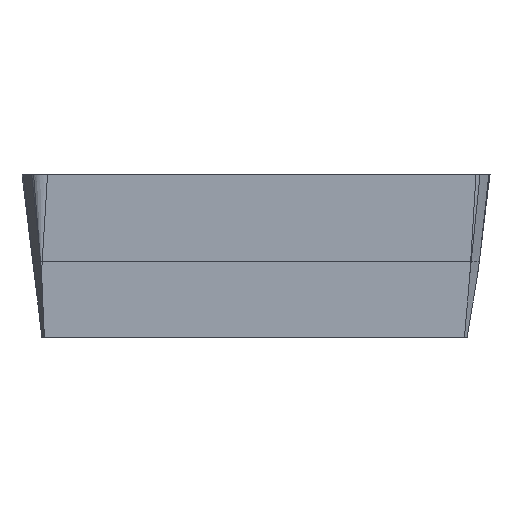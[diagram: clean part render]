
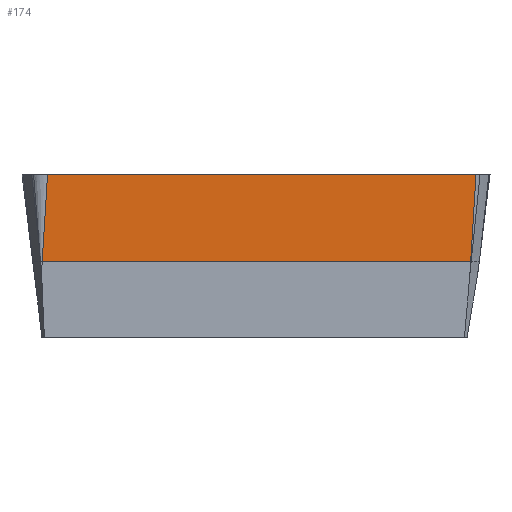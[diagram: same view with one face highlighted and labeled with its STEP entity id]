
A CAD part, front view. The second image highlights one B-rep face of the part: STEP entity #174.
In plain terms, the highlighted planar face has unit normal (0.496, -0.86, -0.122).
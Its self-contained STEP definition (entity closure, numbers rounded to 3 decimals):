
#39=PLANE('',#1048);
#96=LINE('',#2084,#132);
#97=LINE('',#2090,#133);
#98=LINE('',#2093,#134);
#99=LINE('',#2094,#135);
#132=VECTOR('',#1116,1.);
#133=VECTOR('',#1123,1.);
#134=VECTOR('',#1124,1.);
#135=VECTOR('',#1125,1.);
#174=ADVANCED_FACE('',(#275),#39,.T.);
#275=FACE_OUTER_BOUND('',#338,.T.);
#338=EDGE_LOOP('',(#436,#437,#438,#439));
#436=ORIENTED_EDGE('',*,*,#804,.F.);
#437=ORIENTED_EDGE('',*,*,#805,.T.);
#438=ORIENTED_EDGE('',*,*,#801,.T.);
#439=ORIENTED_EDGE('',*,*,#806,.T.);
#709=VERTEX_POINT('',#2085);
#710=VERTEX_POINT('',#2086);
#711=VERTEX_POINT('',#2091);
#712=VERTEX_POINT('',#2092);
#801=EDGE_CURVE('',#709,#710,#96,.T.);
#804=EDGE_CURVE('',#711,#712,#97,.T.);
#805=EDGE_CURVE('',#711,#709,#98,.T.);
#806=EDGE_CURVE('',#710,#712,#99,.T.);
#1048=AXIS2_PLACEMENT_3D('',#2095,#1126,#1127);
#1116=DIRECTION('',(-0.061,0.106,-0.993));
#1123=DIRECTION('',(-0.061,0.106,-0.993));
#1124=DIRECTION('',(-0.866,-0.5,0.));
#1125=DIRECTION('',(0.866,0.5,0.));
#1126=DIRECTION('',(0.496,-0.86,-0.122));
#1127=DIRECTION('',(0.866,0.5,0.));
#2084=CARTESIAN_POINT('',(-2.67,-5.222,0.));
#2085=CARTESIAN_POINT('',(-2.676,-5.211,-0.1));
#2086=CARTESIAN_POINT('',(-2.78,-5.03,-1.8));
#2090=CARTESIAN_POINT('',(5.703,-0.388,0.));
#2091=CARTESIAN_POINT('',(5.697,-0.377,-0.1));
#2092=CARTESIAN_POINT('',(5.592,-0.197,-1.8));
#2093=CARTESIAN_POINT('',(1.588,-2.75,-0.1));
#2094=CARTESIAN_POINT('',(1.483,-2.569,-1.8));
#2095=CARTESIAN_POINT('',(1.594,-2.76,0.));
